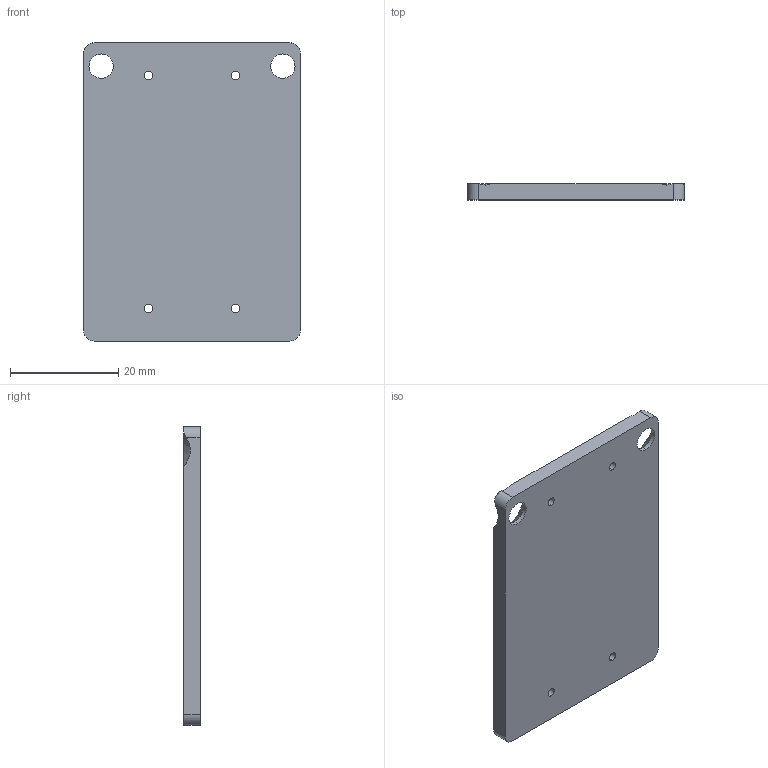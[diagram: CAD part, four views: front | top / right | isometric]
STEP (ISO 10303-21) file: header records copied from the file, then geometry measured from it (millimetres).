
FILE_DESCRIPTION (( 'STEP AP214' ), '1' );
FILE_NAME ('backer.STEP', '2022-11-13T15:02:37', ( '' ), ( '' ), 'SwSTEP 2.0', 'SolidWorks 2021', '' );
FILE_SCHEMA (( 'AUTOMOTIVE_DESIGN' ));
Length unit declared in the file: millimetre
Products named in the file (1): backer
Bounding box: 40 x 3 x 55 mm (x, y, z)
Volume: 6381.7 mm3; surface area: 4979.2 mm2
Topology: 1 solids, 1 shells, 28 faces, 80 edges, 52 vertices
Faces by surface type: cylinder 16, plane 8, cone 4
Entity records: 1116 total; most frequent: CARTESIAN_POINT 221, DIRECTION 166, ORIENTED_EDGE 160, EDGE_CURVE 80, AXIS2_PLACEMENT_3D 67, VERTEX_POINT 52, CIRCLE 38, EDGE_LOOP 38
